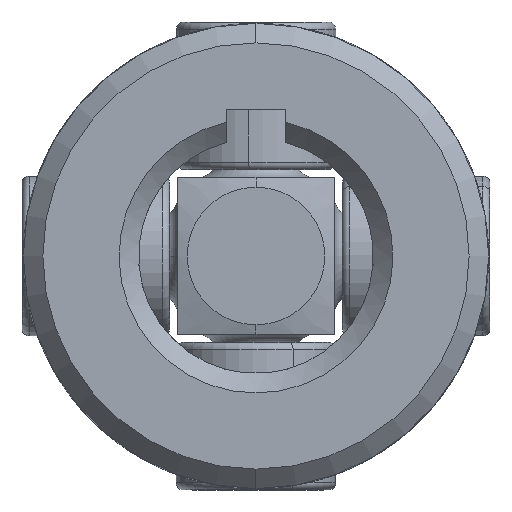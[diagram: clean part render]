
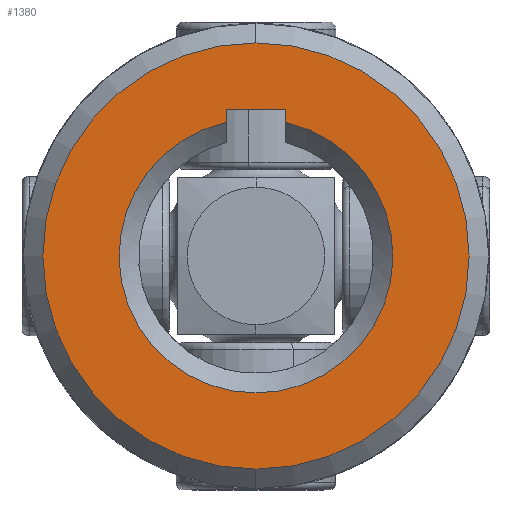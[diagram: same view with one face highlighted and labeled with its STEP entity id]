
A CAD part, left-side view. The second image highlights one B-rep face of the part: STEP entity #1380.
In plain terms, the highlighted planar face has unit normal (-1, 0, 0).
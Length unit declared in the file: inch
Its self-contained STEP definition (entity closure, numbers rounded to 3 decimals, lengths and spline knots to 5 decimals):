
#95 = ORIENTED_EDGE ( 'NONE', *, *, #426, .T. ) ;
#213 = LINE ( 'NONE', #2637, #1518 ) ;
#426 = EDGE_CURVE ( 'NONE', #4029, #2055, #213, .T. ) ;
#513 = FACE_BOUND ( 'NONE', #2175, .T. ) ;
#626 = EDGE_CURVE ( 'NONE', #3519, #6218, #4592, .T. ) ;
#654 = DIRECTION ( 'NONE',  ( 0., 0., -1. ) ) ;
#892 = CARTESIAN_POINT ( 'NONE',  ( -1.34375, -0.0474, 0.23483 ) ) ;
#959 = EDGE_CURVE ( 'NONE', #2055, #4985, #2195, .T. ) ;
#970 = AXIS2_PLACEMENT_3D ( 'NONE', #1498, #1998, #5342 ) ;
#1076 = DIRECTION ( 'NONE',  ( 1., 0., 0. ) ) ;
#1157 = EDGE_CURVE ( 'NONE', #6218, #3519, #5254, .T. ) ;
#1255 = ORIENTED_EDGE ( 'NONE', *, *, #626, .T. ) ;
#1298 = AXIS2_PLACEMENT_3D ( 'NONE', #3977, #1076, #4453 ) ;
#1302 = DIRECTION ( 'NONE',  ( -1., 0., 0. ) ) ;
#1380 = ADVANCED_FACE ( 'NONE', ( #513, #4528 ), #4382, .F. ) ;
#1498 = CARTESIAN_POINT ( 'NONE',  ( -1.34375, 0., 0. ) ) ;
#1503 = EDGE_CURVE ( 'NONE', #4985, #1823, #1522, .T. ) ;
#1518 = VECTOR ( 'NONE', #5494, 39.37008 ) ;
#1522 = CIRCLE ( 'NONE', #1298, 0.21925 ) ;
#1823 = VERTEX_POINT ( 'NONE', #5624 ) ;
#1869 = DIRECTION ( 'NONE',  ( -1., 0., 0. ) ) ;
#1925 = DIRECTION ( 'NONE',  ( 0., 0., 1. ) ) ;
#1998 = DIRECTION ( 'NONE',  ( 1., 0., 0. ) ) ;
#2055 = VERTEX_POINT ( 'NONE', #892 ) ;
#2175 = EDGE_LOOP ( 'NONE', ( #95, #4042, #5998, #5070 ) ) ;
#2195 = LINE ( 'NONE', #5922, #3473 ) ;
#2395 = CARTESIAN_POINT ( 'NONE',  ( -1.34375, 0., -0.34125 ) ) ;
#2422 = EDGE_LOOP ( 'NONE', ( #1255, #4576 ) ) ;
#2637 = CARTESIAN_POINT ( 'NONE',  ( -1.34375, 0.0474, 0.23483 ) ) ;
#3153 = VECTOR ( 'NONE', #1925, 39.37008 ) ;
#3311 = CARTESIAN_POINT ( 'NONE',  ( -1.34375, 0., 0.34125 ) ) ;
#3363 = CARTESIAN_POINT ( 'NONE',  ( -1.34375, 0.0474, 0.23483 ) ) ;
#3473 = VECTOR ( 'NONE', #654, 39.37008 ) ;
#3519 = VERTEX_POINT ( 'NONE', #2395 ) ;
#3977 = CARTESIAN_POINT ( 'NONE',  ( -1.34375, 0., 0. ) ) ;
#4029 = VERTEX_POINT ( 'NONE', #3363 ) ;
#4036 = AXIS2_PLACEMENT_3D ( 'NONE', #4743, #1869, #5218 ) ;
#4042 = ORIENTED_EDGE ( 'NONE', *, *, #959, .T. ) ;
#4182 = CARTESIAN_POINT ( 'NONE',  ( -1.34375, 0., 0. ) ) ;
#4261 = CARTESIAN_POINT ( 'NONE',  ( -1.34375, -0.0474, 0.21406 ) ) ;
#4382 = PLANE ( 'NONE',  #970 ) ;
#4419 = LINE ( 'NONE', #4790, #3153 ) ;
#4453 = DIRECTION ( 'NONE',  ( 0., 0., -1. ) ) ;
#4528 = FACE_OUTER_BOUND ( 'NONE', #2422, .T. ) ;
#4576 = ORIENTED_EDGE ( 'NONE', *, *, #1157, .T. ) ;
#4592 = CIRCLE ( 'NONE', #4036, 0.34125 ) ;
#4670 = DIRECTION ( 'NONE',  ( 0., 0., -1. ) ) ;
#4743 = CARTESIAN_POINT ( 'NONE',  ( -1.34375, 0., 0. ) ) ;
#4790 = CARTESIAN_POINT ( 'NONE',  ( -1.34375, 0.0474, 0.18193 ) ) ;
#4985 = VERTEX_POINT ( 'NONE', #4261 ) ;
#5070 = ORIENTED_EDGE ( 'NONE', *, *, #5131, .T. ) ;
#5083 = AXIS2_PLACEMENT_3D ( 'NONE', #4182, #1302, #4670 ) ;
#5131 = EDGE_CURVE ( 'NONE', #1823, #4029, #4419, .T. ) ;
#5218 = DIRECTION ( 'NONE',  ( 0., 0., -1. ) ) ;
#5254 = CIRCLE ( 'NONE', #5083, 0.34125 ) ;
#5342 = DIRECTION ( 'NONE',  ( 0., 0., -1. ) ) ;
#5494 = DIRECTION ( 'NONE',  ( 0., -1., 0. ) ) ;
#5624 = CARTESIAN_POINT ( 'NONE',  ( -1.34375, 0.0474, 0.21406 ) ) ;
#5922 = CARTESIAN_POINT ( 'NONE',  ( -1.34375, -0.0474, 0.18193 ) ) ;
#5998 = ORIENTED_EDGE ( 'NONE', *, *, #1503, .T. ) ;
#6218 = VERTEX_POINT ( 'NONE', #3311 ) ;
